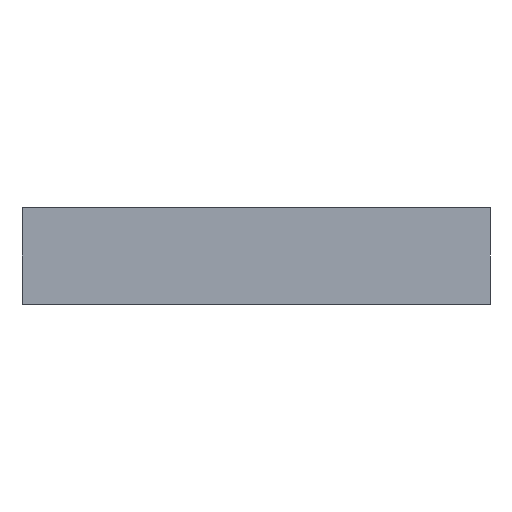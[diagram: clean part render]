
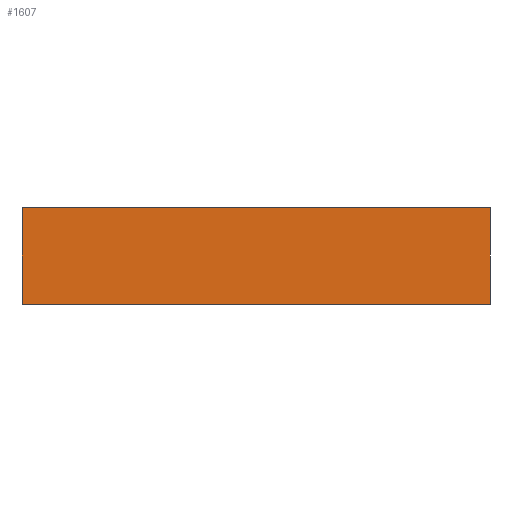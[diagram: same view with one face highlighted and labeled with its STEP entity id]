
A CAD part, front view. The second image highlights one B-rep face of the part: STEP entity #1607.
In plain terms, the highlighted planar face has unit normal (0, -1, 0).
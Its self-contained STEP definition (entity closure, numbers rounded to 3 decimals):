
#123=FACE_OUTER_BOUND('',#211,.T.);
#211=EDGE_LOOP('',(#1451,#1452,#1453,#1454));
#315=LINE('',#2364,#503);
#389=LINE('',#2536,#577);
#439=LINE('',#2644,#627);
#440=LINE('',#2645,#628);
#503=VECTOR('',#1901,10.);
#577=VECTOR('',#2057,10.);
#627=VECTOR('',#2175,10.);
#628=VECTOR('',#2176,10.);
#700=VERTEX_POINT('',#2361);
#701=VERTEX_POINT('',#2363);
#755=VERTEX_POINT('',#2529);
#758=VERTEX_POINT('',#2534);
#868=EDGE_CURVE('',#700,#701,#315,.T.);
#957=EDGE_CURVE('',#758,#755,#389,.T.);
#1007=EDGE_CURVE('',#755,#700,#439,.T.);
#1008=EDGE_CURVE('',#701,#758,#440,.T.);
#1451=ORIENTED_EDGE('',*,*,#1007,.F.);
#1452=ORIENTED_EDGE('',*,*,#957,.F.);
#1453=ORIENTED_EDGE('',*,*,#1008,.F.);
#1454=ORIENTED_EDGE('',*,*,#868,.F.);
#1525=PLANE('',#1744);
#1607=ADVANCED_FACE('',(#123),#1525,.T.);
#1744=AXIS2_PLACEMENT_3D('',#2643,#2173,#2174);
#1901=DIRECTION('',(1.,0.,0.));
#2057=DIRECTION('',(-1.,0.,0.));
#2173=DIRECTION('center_axis',(0.,-1.,0.));
#2174=DIRECTION('ref_axis',(-1.,0.,0.));
#2175=DIRECTION('',(0.,0.,1.));
#2176=DIRECTION('',(0.,0.,-1.));
#2361=CARTESIAN_POINT('',(-9.5,-9.5,0.));
#2363=CARTESIAN_POINT('',(9.5,-9.5,0.));
#2364=CARTESIAN_POINT('',(-9.5,-9.5,0.));
#2529=CARTESIAN_POINT('',(-9.5,-9.5,-3.9));
#2534=CARTESIAN_POINT('',(9.5,-9.5,-3.9));
#2536=CARTESIAN_POINT('',(9.5,-9.5,-3.9));
#2643=CARTESIAN_POINT('Origin',(9.5,-9.5,-1.3));
#2644=CARTESIAN_POINT('',(-9.5,-9.5,-1.3));
#2645=CARTESIAN_POINT('',(9.5,-9.5,-1.3));
